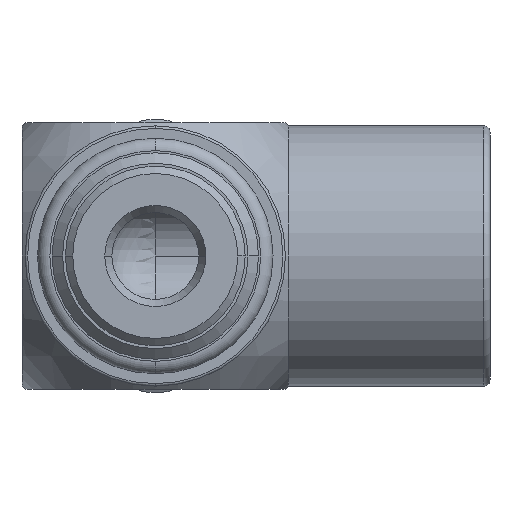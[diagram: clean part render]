
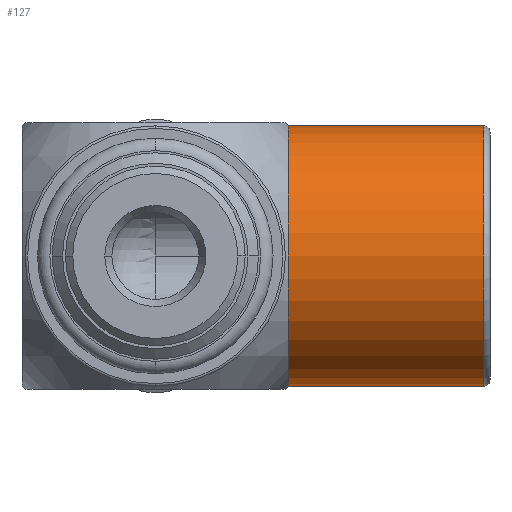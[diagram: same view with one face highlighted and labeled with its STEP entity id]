
A CAD part, front view. The second image highlights one B-rep face of the part: STEP entity #127.
In plain terms, the highlighted cylindrical face has radius 10.5 mm (diameter 21 mm), a partial arc.
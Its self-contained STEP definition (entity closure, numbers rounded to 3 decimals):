
#127=ADVANCED_FACE('',(#326),#327,.T.);
#326=FACE_OUTER_BOUND('',#566,.T.);
#327=CYLINDRICAL_SURFACE('',#567,10.5);
#566=EDGE_LOOP('',(#1285,#1286,#1287,#1288,#1289));
#567=AXIS2_PLACEMENT_3D('',#1290,#1291,#1292);
#1285=ORIENTED_EDGE('',*,*,#1637,.T.);
#1286=ORIENTED_EDGE('',*,*,#1769,.F.);
#1287=ORIENTED_EDGE('',*,*,#1770,.F.);
#1288=ORIENTED_EDGE('',*,*,#1638,.T.);
#1289=ORIENTED_EDGE('',*,*,#1771,.F.);
#1290=CARTESIAN_POINT('',(13.5,23.4,0.0));
#1291=DIRECTION('',(1.0,0.0,0.0));
#1292=DIRECTION('',(0.0,0.0,-1.0));
#1637=EDGE_CURVE('',#1932,#2001,#2009,.T.);
#1638=EDGE_CURVE('',#2004,#1946,#2010,.T.);
#1769=EDGE_CURVE('',#2212,#2001,#2213,.T.);
#1770=EDGE_CURVE('',#2004,#2212,#2214,.T.);
#1771=EDGE_CURVE('',#1932,#1946,#2215,.T.);
#1932=VERTEX_POINT('',#2415);
#1946=VERTEX_POINT('',#2429);
#2001=VERTEX_POINT('',#2484);
#2004=VERTEX_POINT('',#2487);
#2009=LINE('',#2492,#2493);
#2010=LINE('',#2494,#2495);
#2212=VERTEX_POINT('',#3035);
#2213=CIRCLE('',#3036,10.5);
#2214=CIRCLE('',#3037,10.5);
#2215=CIRCLE('',#3038,10.5);
#2415=CARTESIAN_POINT('',(10.74,23.4,-10.5));
#2429=CARTESIAN_POINT('',(10.74,23.4,10.5));
#2484=CARTESIAN_POINT('',(26.5,23.4,-10.5));
#2487=CARTESIAN_POINT('',(26.5,23.4,10.5));
#2492=CARTESIAN_POINT('',(13.5,23.4,-10.5));
#2493=VECTOR('',#3353,1.0);
#2494=CARTESIAN_POINT('',(13.5,23.4,10.5));
#2495=VECTOR('',#3354,1.0);
#3035=CARTESIAN_POINT('',(26.5,12.9,0.0));
#3036=AXIS2_PLACEMENT_3D('',#3570,#3571,#3572);
#3037=AXIS2_PLACEMENT_3D('',#3573,#3574,#3575);
#3038=AXIS2_PLACEMENT_3D('',#3576,#3577,#3578);
#3353=DIRECTION('',(1.0,0.0,0.0));
#3354=DIRECTION('',(-1.0,-0.0,-0.0));
#3570=CARTESIAN_POINT('',(26.5,23.4,0.0));
#3571=DIRECTION('',(1.0,0.0,0.0));
#3572=DIRECTION('',(0.0,0.0,-1.0));
#3573=CARTESIAN_POINT('',(26.5,23.4,0.0));
#3574=DIRECTION('',(1.0,0.0,0.0));
#3575=DIRECTION('',(0.0,0.0,-1.0));
#3576=CARTESIAN_POINT('',(10.74,23.4,0.0));
#3577=DIRECTION('',(-1.0,-0.0,-0.0));
#3578=DIRECTION('',(0.0,0.0,-1.0));
